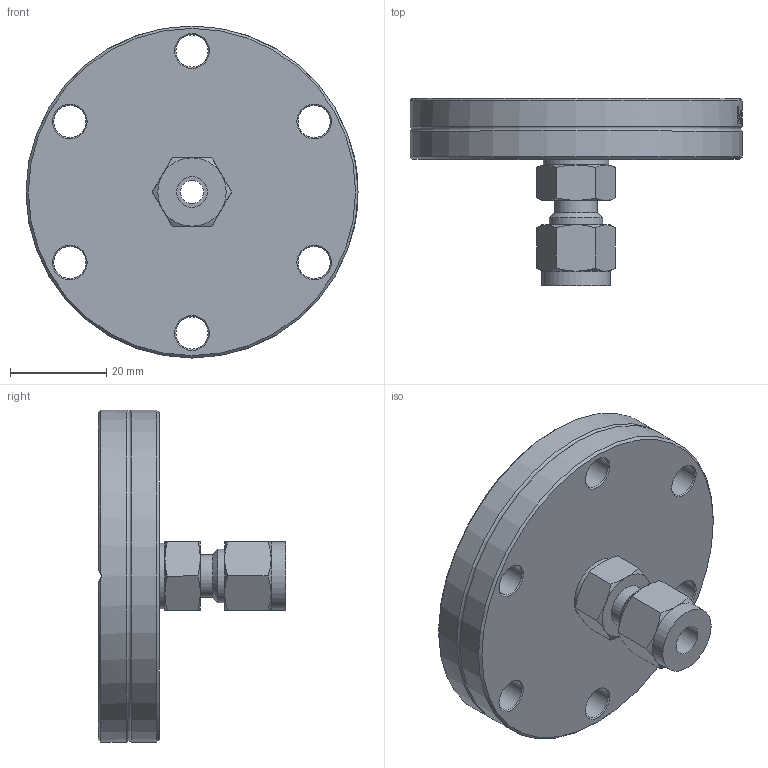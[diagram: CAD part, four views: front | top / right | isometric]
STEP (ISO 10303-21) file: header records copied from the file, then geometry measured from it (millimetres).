
FILE_DESCRIPTION(/* description */ (''),/* implementation_level */ '2;1');
FILE_NAME(/* name */ 'FL-SWG25-40CF.stp',/* time_stamp */ '2019-02-25T12:36:40+00:00',/* author */ ('paul'),/* organization */ (''),/* preprocessor_version */ 'ST-DEVELOPER v17.2',/* originating_system */ 'Autodesk Inventor 2019',/* authorisation */ '');
FILE_SCHEMA (('AUTOMOTIVE_DESIGN { 1 0 10303 214 3 1 1 }'));
Length unit declared in the file: millimetre
Products named in the file (3): FL-SWG25-40CF; FL-40CF; SS-400-1-4W
Assembly tree (2 placements, depth 2):
  FL-SWG25-40CF
    FL-40CF
    SS-400-1-4W
Bounding box: 69.1 x 39.02 x 69.1 mm (x, y, z)
Volume: 45449.8 mm3; surface area: 14810.5 mm2
Topology: 2 solids, 2 shells, 176 faces, 451 edges, 291 vertices
Faces by surface type: plane 65, cone 42, bspline 41, cylinder 27, torus 1
Full cylindrical faces by diameter (mm): 4.826 x1, 6.35 x1, 6.7 x6, 7.62 x1, 8.954 x1, 11.113 x1, 13.716 x2, 14.224 x1, 48.26 x1, 69.1 x2
Entity records: 6861 total; most frequent: CARTESIAN_POINT 2743, ORIENTED_EDGE 902, DIRECTION 745, EDGE_CURVE 451, AXIS2_PLACEMENT_3D 294, VERTEX_POINT 291, EDGE_LOOP 204, FACE_OUTER_BOUND 176
